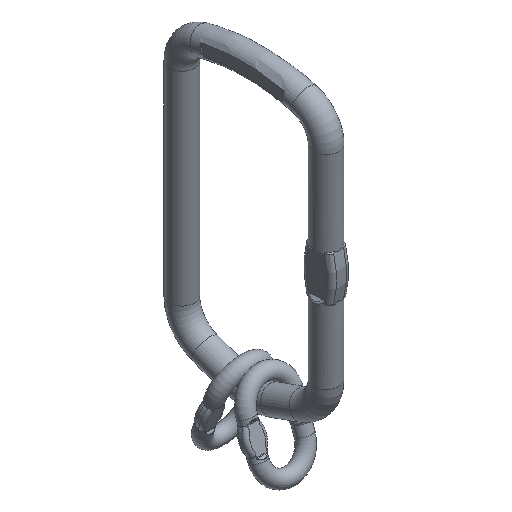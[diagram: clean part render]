
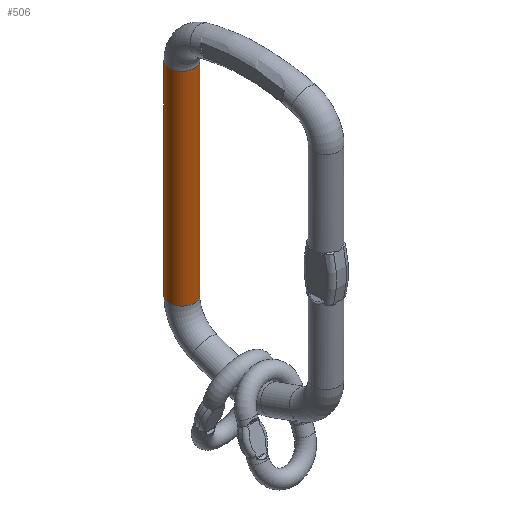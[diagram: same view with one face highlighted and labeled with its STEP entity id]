
A CAD part, isometric view. The second image highlights one B-rep face of the part: STEP entity #506.
In plain terms, the highlighted cylindrical face has radius 16.5 mm (diameter 33 mm), a full revolution.
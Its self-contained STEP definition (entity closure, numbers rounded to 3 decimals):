
#506=ADVANCED_FACE('',(#839,#840),#670,.T.);
#670=CYLINDRICAL_SURFACE('',#3728,16.5);
#747=CIRCLE('',#3726,16.5);
#748=CIRCLE('',#3727,16.5);
#839=FACE_BOUND('',#981,.T.);
#840=FACE_BOUND('',#982,.T.);
#981=EDGE_LOOP('',(#1877));
#982=EDGE_LOOP('',(#1878));
#1877=ORIENTED_EDGE('',*,*,#3043,.T.);
#1878=ORIENTED_EDGE('',*,*,#3044,.F.);
#2635=VERTEX_POINT('',#6173);
#2636=VERTEX_POINT('',#6175);
#3043=EDGE_CURVE('',#2635,#2635,#747,.T.);
#3044=EDGE_CURVE('',#2636,#2636,#748,.T.);
#3726=AXIS2_PLACEMENT_3D('',#6172,#4239,#4240);
#3727=AXIS2_PLACEMENT_3D('',#6174,#4241,#4242);
#3728=AXIS2_PLACEMENT_3D('',#6176,#4243,#4244);
#4239=DIRECTION('',(0.,0.,1.));
#4240=DIRECTION('',(0.,1.,0.));
#4241=DIRECTION('',(0.,0.,1.));
#4242=DIRECTION('',(0.,1.,0.));
#4243=DIRECTION('',(0.,0.,-1.));
#4244=DIRECTION('',(-1.,0.,0.));
#6172=CARTESIAN_POINT('',(0.,94.,-124.637));
#6173=CARTESIAN_POINT('',(0.,110.5,-124.637));
#6174=CARTESIAN_POINT('',(0.,94.,140.266));
#6175=CARTESIAN_POINT('',(0.,110.5,140.266));
#6176=CARTESIAN_POINT('',(0.,94.,140.266));
